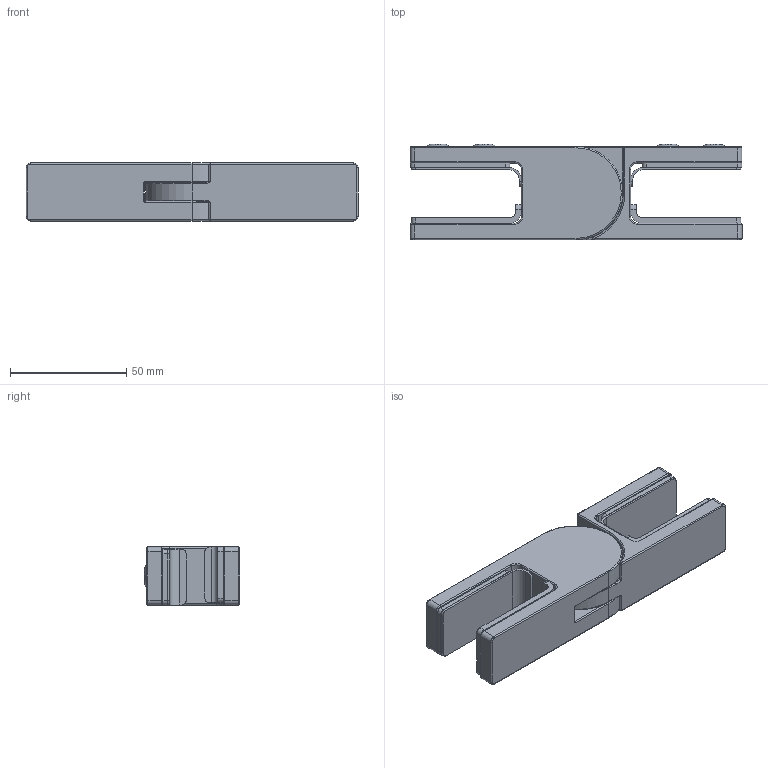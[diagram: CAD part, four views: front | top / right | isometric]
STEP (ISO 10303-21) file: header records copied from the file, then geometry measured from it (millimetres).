
FILE_DESCRIPTION (( 'STEP AP203' ), '1' );
FILE_NAME ('A14_0774-000.STEP', '2023-06-05T12:07:08', ( '' ), ( '' ), 'SwSTEP 2.0', 'SolidWorks 2019', '' );
FILE_SCHEMA (( 'CONFIG_CONTROL_DESIGN' ));
Length unit declared in the file: millimetre
Products named in the file (7): A14_0774-000.P5; A14_0774-000.P3; A14_0774-000.P2; A14_0774-000; DIN 913_SKRUTKA M10X10; A14_0774-000.P1; A14_0774-000.P4
Assembly tree (12 placements, depth 2):
  A14_0774-000
    A14_0774-000.P1
    A14_0774-000.P2
    DIN 913_SKRUTKA M10X10  x4
    A14_0774-000.P3  x2
    A14_0774-000.P4  x2
    A14_0774-000.P5  x2
Bounding box: 143 x 41 x 25 mm (x, y, z)
Volume: 89162.3 mm3; surface area: 45288.9 mm2
Topology: 12 solids, 12 shells, 380 faces, 891 edges, 527 vertices
Faces by surface type: cylinder 148, plane 117, torus 69, cone 24, sphere 18, bspline 4
Entity records: 9565 total; most frequent: CARTESIAN_POINT 1712, DIRECTION 1647, ORIENTED_EDGE 1366, EDGE_CURVE 683, AXIS2_PLACEMENT_3D 677, VERTEX_POINT 401, CIRCLE 369, EDGE_LOOP 308
